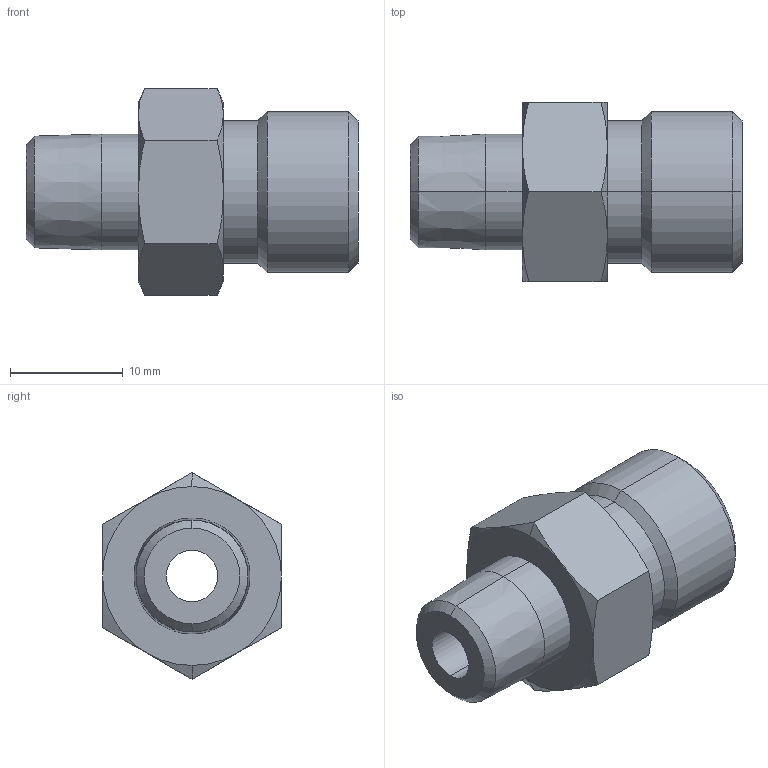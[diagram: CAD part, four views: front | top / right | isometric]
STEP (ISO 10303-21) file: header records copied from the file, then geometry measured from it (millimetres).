
FILE_DESCRIPTION(('starvars output'),'2;1');
FILE_NAME('cv20190718133417000014799.stp','13:34:17 2019/07/18',( 'Thomas Industrial Network Germany GmbH'),( 'Thomas Industrial Network Germany GmbH'),'unknown preprocess','ACIS' ,'unknown authorization');
FILE_SCHEMA(('AUTOMOTIVE_DESIGN_CC2 {UNKNOWN IMPLEMENTATION LEVEL}'));
Length unit declared in the file: millimetre
Products named in the file (1): PRODUCT_ID_1
Bounding box: 29.46 x 15.88 x 18.33 mm (x, y, z)
Volume: 3733.2 mm3; surface area: 2068.1 mm2
Topology: 1 solids, 1 shells, 42 faces, 88 edges, 50 vertices
Faces by surface type: cone 24, plane 10, cylinder 8
Entity records: 1266 total; most frequent: CARTESIAN_POINT 181, ORIENTED_EDGE 176, DIRECTION 92, EDGE_CURVE 88, VERTEX_POINT 50, EDGE_LOOP 46, FACE_BOUND 46, STYLED_ITEM 43
